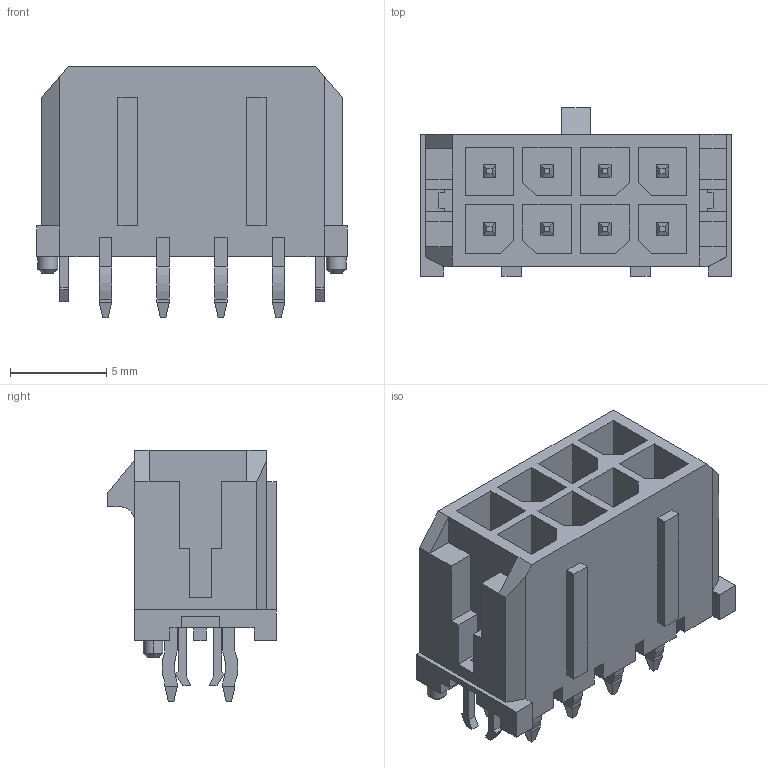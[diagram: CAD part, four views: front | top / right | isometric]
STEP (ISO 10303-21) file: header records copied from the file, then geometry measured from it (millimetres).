
FILE_DESCRIPTION((''),'2;1');
FILE_NAME('430450824','2020-04-16T',('gga'),(''),'PRO/ENGINEER BY PARAMETRIC TECHNOLOGY CORPORATION, 2016010','PRO/ENGINEER BY PARAMETRIC TECHNOLOGY CORPORATION, 2016010','');
FILE_SCHEMA(('CONFIG_CONTROL_DESIGN'));
Length unit declared in the file: millimetre
Products named in the file (1): 430450824
Bounding box: 16.15 x 8.77 x 13.09 mm (x, y, z)
Volume: 656.9 mm3; surface area: 1463.7 mm2
Topology: 1 solids, 1 shells, 449 faces, 1165 edges, 748 vertices
Faces by surface type: plane 424, cylinder 21, cone 4
Entity records: 13336 total; most frequent: CARTESIAN_POINT 2331, ORIENTED_EDGE 2274, DIRECTION 2135, EDGE_CURVE 1137, VECTOR 1095, LINE 1095, VERTEX_POINT 716, AXIS2_PLACEMENT_3D 520
